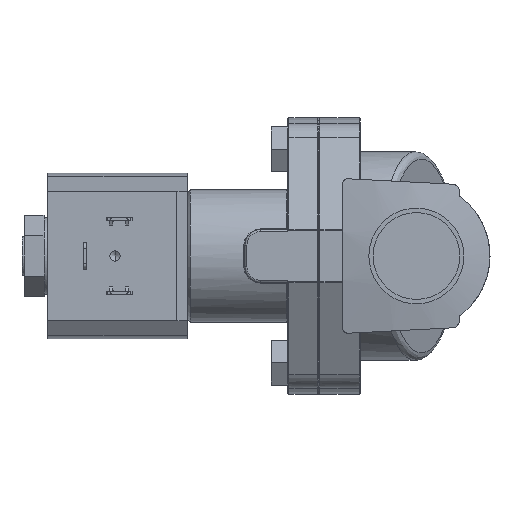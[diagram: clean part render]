
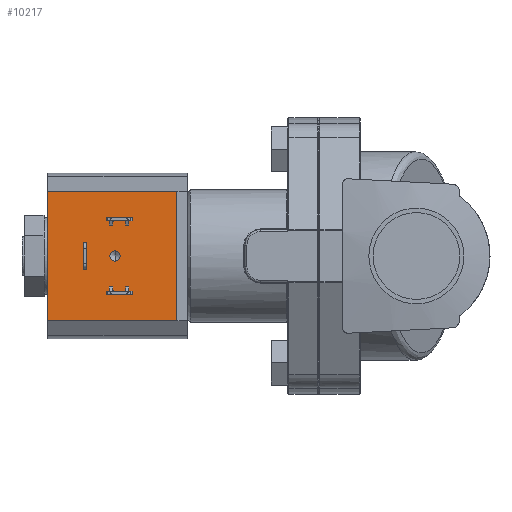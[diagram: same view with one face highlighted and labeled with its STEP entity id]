
A CAD part, left-side view. The second image highlights one B-rep face of the part: STEP entity #10217.
In plain terms, the highlighted planar face has unit normal (-1, 0, 0).
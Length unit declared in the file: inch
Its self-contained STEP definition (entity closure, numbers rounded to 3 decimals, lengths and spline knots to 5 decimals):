
#69 = AXIS2_PLACEMENT_3D ( 'NONE', #17190, #5275, #5360 ) ;
#84 = VECTOR ( 'NONE', #6957, 39.37008 ) ;
#142 = DIRECTION ( 'NONE',  ( 0., 1., 0. ) ) ;
#326 = CARTESIAN_POINT ( 'NONE',  ( -0.982, 1.858, -0.339 ) ) ;
#536 = CARTESIAN_POINT ( 'NONE',  ( -0.982, 2.674, 0.625 ) ) ;
#583 = CARTESIAN_POINT ( 'NONE',  ( -0.982, 2.333, 0.1265 ) ) ;
#668 = CARTESIAN_POINT ( 'NONE',  ( -0.982, 2.333, -0.1265 ) ) ;
#936 = VECTOR ( 'NONE', #6690, 39.37008 ) ;
#1027 = LINE ( 'NONE', #6434, #14831 ) ;
#1086 = VERTEX_POINT ( 'NONE', #5760 ) ;
#1176 = VERTEX_POINT ( 'NONE', #14365 ) ;
#1268 = VERTEX_POINT ( 'NONE', #13477 ) ;
#1362 = VERTEX_POINT ( 'NONE', #17189 ) ;
#1398 = VECTOR ( 'NONE', #16715, 39.37008 ) ;
#1508 = VECTOR ( 'NONE', #142, 39.37008 ) ;
#1693 = EDGE_LOOP ( 'NONE', ( #4032, #9193, #9983, #12723 ) ) ;
#1702 = FACE_BOUND ( 'NONE', #8661, .T. ) ;
#1834 = CARTESIAN_POINT ( 'NONE',  ( -0.982, 2.674, -0.625 ) ) ;
#2001 = DIRECTION ( 'NONE',  ( 0., 0., 1. ) ) ;
#2008 = DIRECTION ( 'NONE',  ( 0., 1., 0. ) ) ;
#2175 = EDGE_CURVE ( 'NONE', #14163, #7164, #11055, .T. ) ;
#2317 = EDGE_LOOP ( 'NONE', ( #6460, #6334, #7452, #5368 ) ) ;
#2360 = ORIENTED_EDGE ( 'NONE', *, *, #10592, .T. ) ;
#2377 = EDGE_CURVE ( 'NONE', #10239, #17219, #17061, .T. ) ;
#2602 = VECTOR ( 'NONE', #5156, 39.37008 ) ;
#2837 = DIRECTION ( 'NONE',  ( 0., 0., 1. ) ) ;
#2843 = VECTOR ( 'NONE', #2837, 39.37008 ) ;
#2954 = CARTESIAN_POINT ( 'NONE',  ( -0.982, 1.424, -0.625 ) ) ;
#3095 = PLANE ( 'NONE',  #14050 ) ;
#3205 = LINE ( 'NONE', #668, #13170 ) ;
#3217 = CARTESIAN_POINT ( 'NONE',  ( -0.982, 1.858, 0.371 ) ) ;
#4026 = VECTOR ( 'NONE', #8831, 39.37008 ) ;
#4032 = ORIENTED_EDGE ( 'NONE', *, *, #4206, .F. ) ;
#4088 = EDGE_CURVE ( 'NONE', #13727, #4676, #10780, .T. ) ;
#4128 = EDGE_LOOP ( 'NONE', ( #15271, #16620 ) ) ;
#4142 = CARTESIAN_POINT ( 'NONE',  ( -0.982, 1.424, 0.339 ) ) ;
#4160 = CARTESIAN_POINT ( 'NONE',  ( -0.982, 2.674, 0. ) ) ;
#4187 = CARTESIAN_POINT ( 'NONE',  ( -0.982, 1.858, -0.625 ) ) ;
#4206 = EDGE_CURVE ( 'NONE', #16494, #16924, #11295, .T. ) ;
#4569 = EDGE_CURVE ( 'NONE', #17219, #10239, #9552, .T. ) ;
#4676 = VERTEX_POINT ( 'NONE', #536 ) ;
#4749 = VECTOR ( 'NONE', #6164, 39.37008 ) ;
#4765 = CARTESIAN_POINT ( 'NONE',  ( -0.982, 1.424, 0. ) ) ;
#5156 = DIRECTION ( 'NONE',  ( 0., 0., -1. ) ) ;
#5275 = DIRECTION ( 'NONE',  ( 1., 0., 0. ) ) ;
#5360 = DIRECTION ( 'NONE',  ( 0., 0., 1. ) ) ;
#5368 = ORIENTED_EDGE ( 'NONE', *, *, #9415, .T. ) ;
#5578 = EDGE_CURVE ( 'NONE', #12596, #1362, #3205, .T. ) ;
#5760 = CARTESIAN_POINT ( 'NONE',  ( -0.982, 2.108, 0.339 ) ) ;
#5856 = VECTOR ( 'NONE', #2008, 39.37008 ) ;
#5926 = LINE ( 'NONE', #13839, #6951 ) ;
#6056 = CARTESIAN_POINT ( 'NONE',  ( -0.982, 2.301, 0.1265 ) ) ;
#6164 = DIRECTION ( 'NONE',  ( 0., -1., 0. ) ) ;
#6334 = ORIENTED_EDGE ( 'NONE', *, *, #12650, .T. ) ;
#6434 = CARTESIAN_POINT ( 'NONE',  ( -0.982, 1.424, 0.371 ) ) ;
#6453 = CARTESIAN_POINT ( 'NONE',  ( -0.982, 2.333, -0.625 ) ) ;
#6460 = ORIENTED_EDGE ( 'NONE', *, *, #10824, .T. ) ;
#6544 = DIRECTION ( 'NONE',  ( 0., 0., -1. ) ) ;
#6690 = DIRECTION ( 'NONE',  ( 0., 0., 1. ) ) ;
#6924 = VERTEX_POINT ( 'NONE', #583 ) ;
#6951 = VECTOR ( 'NONE', #2001, 39.37008 ) ;
#6957 = DIRECTION ( 'NONE',  ( 0., 0., -1. ) ) ;
#7164 = VERTEX_POINT ( 'NONE', #10609 ) ;
#7452 = ORIENTED_EDGE ( 'NONE', *, *, #2175, .T. ) ;
#7459 = LINE ( 'NONE', #16773, #13722 ) ;
#7524 = VERTEX_POINT ( 'NONE', #13564 ) ;
#7928 = CARTESIAN_POINT ( 'NONE',  ( -0.982, 2.108, -0.625 ) ) ;
#8426 = CARTESIAN_POINT ( 'NONE',  ( -0.982, 2.0234, 0.04975 ) ) ;
#8644 = LINE ( 'NONE', #9777, #5856 ) ;
#8661 = EDGE_LOOP ( 'NONE', ( #11595, #12415, #2360, #14132 ) ) ;
#8754 = AXIS2_PLACEMENT_3D ( 'NONE', #12773, #15323, #15578 ) ;
#8831 = DIRECTION ( 'NONE',  ( 0., 0., 1. ) ) ;
#8958 = EDGE_LOOP ( 'NONE', ( #16189, #9579, #13250, #9467 ) ) ;
#8987 = LINE ( 'NONE', #12954, #1398 ) ;
#9039 = EDGE_CURVE ( 'NONE', #1362, #6924, #13045, .T. ) ;
#9193 = ORIENTED_EDGE ( 'NONE', *, *, #13685, .T. ) ;
#9415 = EDGE_CURVE ( 'NONE', #7164, #1176, #13370, .T. ) ;
#9451 = DIRECTION ( 'NONE',  ( 0., 1., 0. ) ) ;
#9467 = ORIENTED_EDGE ( 'NONE', *, *, #5578, .T. ) ;
#9552 = CIRCLE ( 'NONE', #69, 0.04975 ) ;
#9565 = FACE_BOUND ( 'NONE', #2317, .T. ) ;
#9579 = ORIENTED_EDGE ( 'NONE', *, *, #11859, .F. ) ;
#9651 = DIRECTION ( 'NONE',  ( -1., 0., 0. ) ) ;
#9777 = CARTESIAN_POINT ( 'NONE',  ( -0.982, 1.424, 0.625 ) ) ;
#9905 = FACE_OUTER_BOUND ( 'NONE', #1693, .T. ) ;
#9983 = ORIENTED_EDGE ( 'NONE', *, *, #4088, .F. ) ;
#10217 = ADVANCED_FACE ( 'Defeatured_0_297', ( #9565, #13616, #9905, #1702, #15019 ), #3095, .T. ) ;
#10239 = VERTEX_POINT ( 'NONE', #8426 ) ;
#10291 = EDGE_CURVE ( 'NONE', #16924, #13727, #7459, .T. ) ;
#10488 = VECTOR ( 'NONE', #6544, 39.37008 ) ;
#10592 = EDGE_CURVE ( 'NONE', #17030, #1268, #17155, .T. ) ;
#10609 = CARTESIAN_POINT ( 'NONE',  ( -0.982, 1.858, -0.371 ) ) ;
#10780 = LINE ( 'NONE', #4160, #2843 ) ;
#10824 = EDGE_CURVE ( 'NONE', #1176, #7524, #14613, .T. ) ;
#10950 = CARTESIAN_POINT ( 'NONE',  ( -0.982, 1.424, 0.625 ) ) ;
#11055 = LINE ( 'NONE', #14960, #84 ) ;
#11103 = DIRECTION ( 'NONE',  ( 0., 0., 1. ) ) ;
#11295 = LINE ( 'NONE', #4765, #11487 ) ;
#11487 = VECTOR ( 'NONE', #12673, 39.37008 ) ;
#11595 = ORIENTED_EDGE ( 'NONE', *, *, #15946, .T. ) ;
#11820 = DIRECTION ( 'NONE',  ( 0., -1., 0. ) ) ;
#11839 = CARTESIAN_POINT ( 'NONE',  ( -0.982, 2.301, -0.625 ) ) ;
#11859 = EDGE_CURVE ( 'NONE', #14652, #6924, #8987, .T. ) ;
#11978 = CARTESIAN_POINT ( 'NONE',  ( -0.982, 1.424, -0.371 ) ) ;
#12037 = LINE ( 'NONE', #4142, #15484 ) ;
#12415 = ORIENTED_EDGE ( 'NONE', *, *, #14983, .T. ) ;
#12596 = VERTEX_POINT ( 'NONE', #15784 ) ;
#12650 = EDGE_CURVE ( 'NONE', #7524, #14163, #15410, .T. ) ;
#12673 = DIRECTION ( 'NONE',  ( 0., 0., -1. ) ) ;
#12688 = CARTESIAN_POINT ( 'NONE',  ( -0.982, 1.424, -0.339 ) ) ;
#12723 = ORIENTED_EDGE ( 'NONE', *, *, #10291, .F. ) ;
#12773 = CARTESIAN_POINT ( 'NONE',  ( -0.982, 2.0234, 0. ) ) ;
#12954 = CARTESIAN_POINT ( 'NONE',  ( -0.982, 2.333, 0.1265 ) ) ;
#12988 = CARTESIAN_POINT ( 'NONE',  ( -0.982, 2.0234, -0.04975 ) ) ;
#13045 = LINE ( 'NONE', #6453, #4026 ) ;
#13170 = VECTOR ( 'NONE', #15226, 39.37008 ) ;
#13250 = ORIENTED_EDGE ( 'NONE', *, *, #16691, .T. ) ;
#13370 = LINE ( 'NONE', #11978, #1508 ) ;
#13477 = CARTESIAN_POINT ( 'NONE',  ( -0.982, 1.858, 0.339 ) ) ;
#13564 = CARTESIAN_POINT ( 'NONE',  ( -0.982, 2.108, -0.339 ) ) ;
#13616 = FACE_BOUND ( 'NONE', #8958, .T. ) ;
#13685 = EDGE_CURVE ( 'NONE', #16494, #4676, #8644, .T. ) ;
#13722 = VECTOR ( 'NONE', #16930, 39.37008 ) ;
#13727 = VERTEX_POINT ( 'NONE', #1834 ) ;
#13804 = CARTESIAN_POINT ( 'NONE',  ( -0.982, 1.424, -0.625 ) ) ;
#13839 = CARTESIAN_POINT ( 'NONE',  ( -0.982, 2.108, -0.625 ) ) ;
#14050 = AXIS2_PLACEMENT_3D ( 'NONE', #13804, #9651, #11103 ) ;
#14132 = ORIENTED_EDGE ( 'NONE', *, *, #16148, .T. ) ;
#14163 = VERTEX_POINT ( 'NONE', #326 ) ;
#14365 = CARTESIAN_POINT ( 'NONE',  ( -0.982, 2.108, -0.371 ) ) ;
#14613 = LINE ( 'NONE', #7928, #936 ) ;
#14652 = VERTEX_POINT ( 'NONE', #6056 ) ;
#14831 = VECTOR ( 'NONE', #11820, 39.37008 ) ;
#14960 = CARTESIAN_POINT ( 'NONE',  ( -0.982, 1.858, -0.625 ) ) ;
#14983 = EDGE_CURVE ( 'NONE', #16694, #17030, #1027, .T. ) ;
#15019 = FACE_BOUND ( 'NONE', #4128, .T. ) ;
#15226 = DIRECTION ( 'NONE',  ( 0., 1., 0. ) ) ;
#15271 = ORIENTED_EDGE ( 'NONE', *, *, #2377, .T. ) ;
#15323 = DIRECTION ( 'NONE',  ( 1., 0., 0. ) ) ;
#15410 = LINE ( 'NONE', #12688, #4749 ) ;
#15484 = VECTOR ( 'NONE', #9451, 39.37008 ) ;
#15522 = LINE ( 'NONE', #11839, #10488 ) ;
#15578 = DIRECTION ( 'NONE',  ( 0., 0., 1. ) ) ;
#15784 = CARTESIAN_POINT ( 'NONE',  ( -0.982, 2.301, -0.1265 ) ) ;
#15946 = EDGE_CURVE ( 'NONE', #1086, #16694, #5926, .T. ) ;
#16148 = EDGE_CURVE ( 'NONE', #1268, #1086, #12037, .T. ) ;
#16189 = ORIENTED_EDGE ( 'NONE', *, *, #9039, .T. ) ;
#16494 = VERTEX_POINT ( 'NONE', #10950 ) ;
#16620 = ORIENTED_EDGE ( 'NONE', *, *, #4569, .T. ) ;
#16691 = EDGE_CURVE ( 'NONE', #14652, #12596, #15522, .T. ) ;
#16694 = VERTEX_POINT ( 'NONE', #17153 ) ;
#16715 = DIRECTION ( 'NONE',  ( 0., 1., 0. ) ) ;
#16773 = CARTESIAN_POINT ( 'NONE',  ( -0.982, 1.424, -0.625 ) ) ;
#16924 = VERTEX_POINT ( 'NONE', #2954 ) ;
#16930 = DIRECTION ( 'NONE',  ( 0., 1., 0. ) ) ;
#17030 = VERTEX_POINT ( 'NONE', #3217 ) ;
#17061 = CIRCLE ( 'NONE', #8754, 0.04975 ) ;
#17153 = CARTESIAN_POINT ( 'NONE',  ( -0.982, 2.108, 0.371 ) ) ;
#17155 = LINE ( 'NONE', #4187, #2602 ) ;
#17189 = CARTESIAN_POINT ( 'NONE',  ( -0.982, 2.333, -0.1265 ) ) ;
#17190 = CARTESIAN_POINT ( 'NONE',  ( -0.982, 2.0234, 0. ) ) ;
#17219 = VERTEX_POINT ( 'NONE', #12988 ) ;
